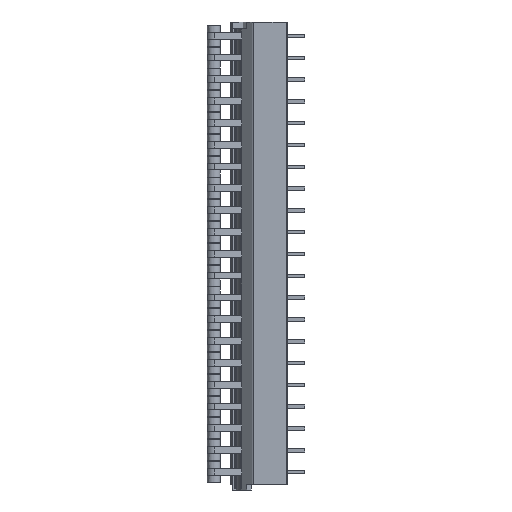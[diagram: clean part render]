
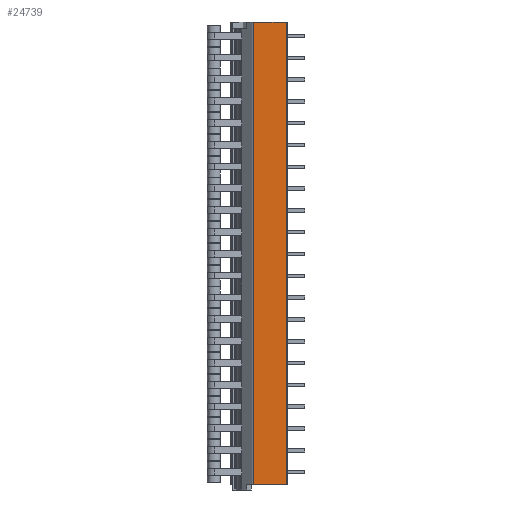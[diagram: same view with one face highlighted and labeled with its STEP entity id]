
A CAD part, left-side view. The second image highlights one B-rep face of the part: STEP entity #24739.
In plain terms, the highlighted planar face has unit normal (-1, 0, 0).
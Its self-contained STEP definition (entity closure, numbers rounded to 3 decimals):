
#30=DIRECTION('',(0.,-1.,0.));
#31=VECTOR('',#30,7.471);
#32=CARTESIAN_POINT('',(0.,7.671,-102.8));
#33=LINE('',#32,#31);
#310=DIRECTION('',(0.,-1.,0.));
#311=VECTOR('',#310,7.471);
#312=CARTESIAN_POINT('',(0.,7.671,3.2));
#313=LINE('',#312,#311);
#675=DIRECTION('',(0.,0.,1.));
#676=VECTOR('',#675,106.);
#677=CARTESIAN_POINT('',(0.,7.671,-102.8));
#678=LINE('',#677,#676);
#679=DIRECTION('',(0.,0.,1.));
#680=VECTOR('',#679,106.);
#681=CARTESIAN_POINT('',(0.,0.2,-102.8));
#682=LINE('',#681,#680);
#19525=CARTESIAN_POINT('',(0.,7.671,-102.8));
#19527=VERTEX_POINT('',#19525);
#19528=CARTESIAN_POINT('',(0.,0.2,-102.8));
#19529=VERTEX_POINT('',#19528);
#19645=CARTESIAN_POINT('',(0.,7.671,3.2));
#19647=VERTEX_POINT('',#19645);
#19648=CARTESIAN_POINT('',(0.,0.2,3.2));
#19649=VERTEX_POINT('',#19648);
#24727=CARTESIAN_POINT('',(0.,7.671,-102.8));
#24728=DIRECTION('',(-1.,0.,0.));
#24729=DIRECTION('',(0.,-1.,0.));
#24730=AXIS2_PLACEMENT_3D('',#24727,#24728,#24729);
#24731=PLANE('',#24730);
#24732=ORIENTED_EDGE('',*,*,#24721,.T.);
#24733=ORIENTED_EDGE('',*,*,#24503,.T.);
#24735=ORIENTED_EDGE('',*,*,#24734,.F.);
#24736=ORIENTED_EDGE('',*,*,#24303,.F.);
#24737=EDGE_LOOP('',(#24732,#24733,#24735,#24736));
#24738=FACE_OUTER_BOUND('',#24737,.F.);
#24739=ADVANCED_FACE('',(#24738),#24731,.T.);
#24303=EDGE_CURVE('',#19527,#19529,#33,.T.);
#24503=EDGE_CURVE('',#19647,#19649,#313,.T.);
#24721=EDGE_CURVE('',#19527,#19647,#678,.T.);
#24734=EDGE_CURVE('',#19529,#19649,#682,.T.);
